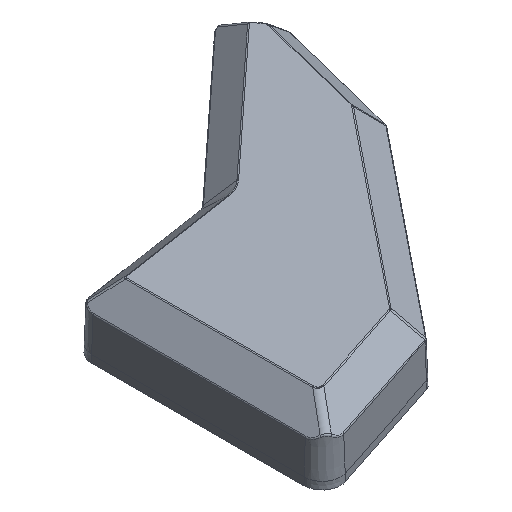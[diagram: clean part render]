
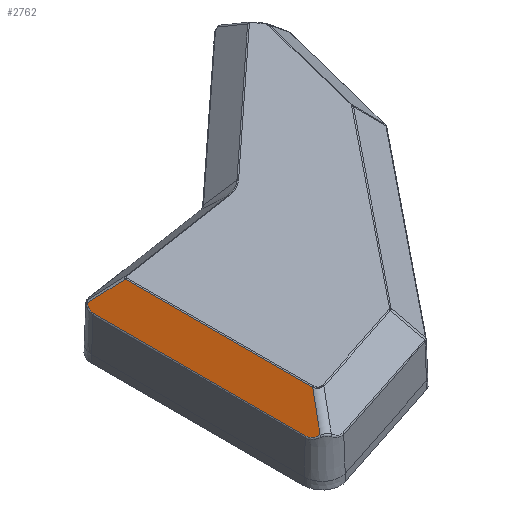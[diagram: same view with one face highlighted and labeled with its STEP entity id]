
A CAD part, isometric view. The second image highlights one B-rep face of the part: STEP entity #2762.
In plain terms, the highlighted planar face has unit normal (-0.682, 0, 0.731).
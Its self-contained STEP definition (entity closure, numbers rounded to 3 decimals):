
#102 = VECTOR ( 'NONE', #2086, 1000. ) ;
#168 = DIRECTION ( 'NONE',  ( 0., -1., 0. ) ) ;
#183 = CARTESIAN_POINT ( 'NONE',  ( 37.921, -211.414, 40.502 ) ) ;
#321 = CARTESIAN_POINT ( 'NONE',  ( 8.492, -189.387, 13.059 ) ) ;
#454 = VECTOR ( 'NONE', #6058, 1000. ) ;
#507 = CARTESIAN_POINT ( 'NONE',  ( 6.901, -191.324, 11.575 ) ) ;
#626 = DIRECTION ( 'NONE',  ( -0.731, 0., -0.682 ) ) ;
#1116 = LINE ( 'NONE', #3536, #9887 ) ;
#1172 = AXIS2_PLACEMENT_3D ( 'NONE', #10772, #5677, #626 ) ;
#1627 = CARTESIAN_POINT ( 'NONE',  ( 6.901, -249.809, 11.575 ) ) ;
#2027 = CARTESIAN_POINT ( 'NONE',  ( 6.901, -249.809, 11.575 ) ) ;
#2086 = DIRECTION ( 'NONE',  ( 0., 1., 0. ) ) ;
#2191 = EDGE_CURVE ( 'NONE', #8937, #10046, #8855, .T. ) ;
#2289 = CARTESIAN_POINT ( 'NONE',  ( 6.901, -190.393, 11.575 ) ) ;
#2583 = VERTEX_POINT ( 'NONE', #2027 ) ;
#2588 = ORIENTED_EDGE ( 'NONE', *, *, #4767, .T. ) ;
#2762 = ADVANCED_FACE ( 'NONE', ( #8809 ), #7365, .F. ) ;
#2875 = DIRECTION ( 'NONE',  ( -0.619, 0.532, -0.578 ) ) ;
#3117 = ORIENTED_EDGE ( 'NONE', *, *, #2191, .T. ) ;
#3261 = EDGE_CURVE ( 'NONE', #9742, #2583, #1116, .T. ) ;
#3301 = VERTEX_POINT ( 'NONE', #5270 ) ;
#3348 = CARTESIAN_POINT ( 'NONE',  ( 7.296, -251.852, 11.944 ) ) ;
#3536 = CARTESIAN_POINT ( 'NONE',  ( 6.901, -249.809, 11.575 ) ) ;
#4036 = ORIENTED_EDGE ( 'NONE', *, *, #3261, .T. ) ;
#4265 = EDGE_CURVE ( 'NONE', #10046, #3301, #6152, .T. ) ;
#4767 = EDGE_CURVE ( 'NONE', #4787, #8937, #7223, .T. ) ;
#4787 = VERTEX_POINT ( 'NONE', #7872 ) ;
#5137 = CARTESIAN_POINT ( 'NONE',  ( 13.411, -193.611, 17.646 ) ) ;
#5205 =( BOUNDED_CURVE ( )  B_SPLINE_CURVE ( 3, ( #9911, #6502, #2289, #8256 ),
 .UNSPECIFIED., .F., .F. ) 
 B_SPLINE_CURVE_WITH_KNOTS ( ( 4, 4 ),
 ( 5.607, 6.283 ),
 .UNSPECIFIED. ) 
 CURVE ( )  GEOMETRIC_REPRESENTATION_ITEM ( )  RATIONAL_B_SPLINE_CURVE ( ( 1., 0.962, 0.962, 1. ) ) 
 REPRESENTATION_ITEM ( '' )  );
#5270 = CARTESIAN_POINT ( 'NONE',  ( 7.793, -188.787, 12.408 ) ) ;
#5363 = EDGE_CURVE ( 'NONE', #3301, #9742, #5205, .T. ) ;
#5677 = DIRECTION ( 'NONE',  ( 0.682, 0., -0.731 ) ) ;
#6058 = DIRECTION ( 'NONE',  ( 0.515, 0.71, 0.48 ) ) ;
#6152 = LINE ( 'NONE', #321, #10423 ) ;
#6502 = CARTESIAN_POINT ( 'NONE',  ( 7.21, -189.514, 11.863 ) ) ;
#6719 =( BOUNDED_CURVE ( )  B_SPLINE_CURVE ( 3, ( #1627, #9278, #3348, #9306 ),
 .UNSPECIFIED., .F., .T. ) 
 B_SPLINE_CURVE_WITH_KNOTS ( ( 4, 4 ),
 ( 0., 0.765 ),
 .UNSPECIFIED. ) 
 CURVE ( )  GEOMETRIC_REPRESENTATION_ITEM ( )  RATIONAL_B_SPLINE_CURVE ( ( 1., 0.952, 0.952, 1. ) ) 
 REPRESENTATION_ITEM ( '' )  );
#6888 = CARTESIAN_POINT ( 'NONE',  ( 13.411, -245.199, 17.646 ) ) ;
#6979 = EDGE_LOOP ( 'NONE', ( #7770, #10543, #4036, #9106, #2588, #3117 ) ) ;
#7223 = LINE ( 'NONE', #183, #454 ) ;
#7365 = PLANE ( 'NONE',  #1172 ) ;
#7479 = EDGE_CURVE ( 'NONE', #2583, #4787, #6719, .T. ) ;
#7770 = ORIENTED_EDGE ( 'NONE', *, *, #4265, .T. ) ;
#7872 = CARTESIAN_POINT ( 'NONE',  ( 8.03, -252.616, 12.628 ) ) ;
#8256 = CARTESIAN_POINT ( 'NONE',  ( 6.901, -191.324, 11.575 ) ) ;
#8809 = FACE_OUTER_BOUND ( 'NONE', #6979, .T. ) ;
#8855 = LINE ( 'NONE', #8922, #102 ) ;
#8922 = CARTESIAN_POINT ( 'NONE',  ( 13.411, -193.735, 17.646 ) ) ;
#8937 = VERTEX_POINT ( 'NONE', #6888 ) ;
#9106 = ORIENTED_EDGE ( 'NONE', *, *, #7479, .T. ) ;
#9278 = CARTESIAN_POINT ( 'NONE',  ( 6.901, -250.869, 11.575 ) ) ;
#9306 = CARTESIAN_POINT ( 'NONE',  ( 8.03, -252.616, 12.628 ) ) ;
#9742 = VERTEX_POINT ( 'NONE', #507 ) ;
#9887 = VECTOR ( 'NONE', #168, 1000. ) ;
#9911 = CARTESIAN_POINT ( 'NONE',  ( 7.793, -188.787, 12.408 ) ) ;
#10046 = VERTEX_POINT ( 'NONE', #5137 ) ;
#10423 = VECTOR ( 'NONE', #2875, 1000. ) ;
#10543 = ORIENTED_EDGE ( 'NONE', *, *, #5363, .T. ) ;
#10772 = CARTESIAN_POINT ( 'NONE',  ( 13.555, -178.365, 17.78 ) ) ;
